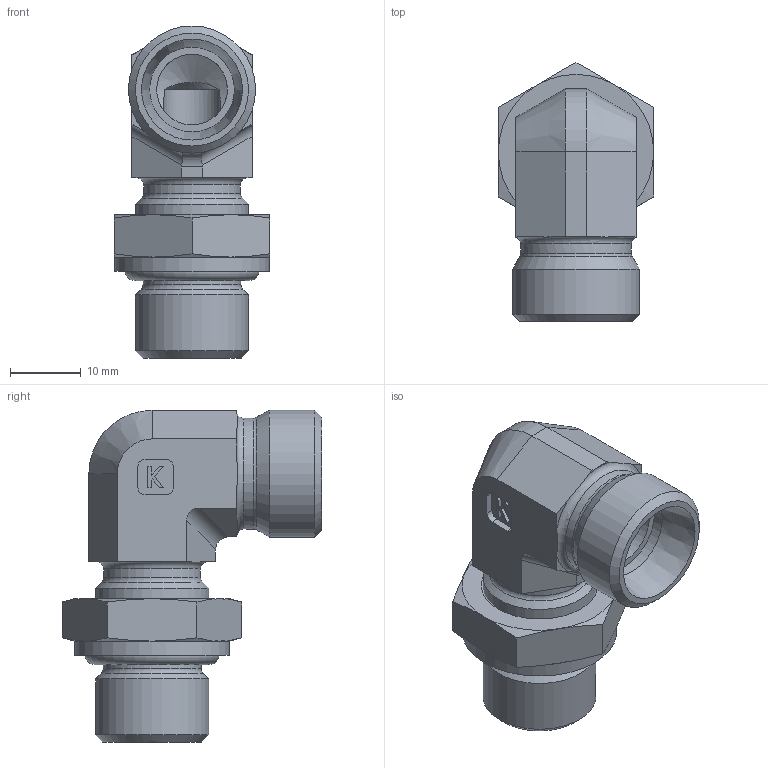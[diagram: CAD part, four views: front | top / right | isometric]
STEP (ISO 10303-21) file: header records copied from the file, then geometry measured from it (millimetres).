
FILE_DESCRIPTION((''),'2;1');
FILE_NAME('6701618012.stp','2015-07-17T15:05:00',(''),('KNOMI spol. s r. o.'),'Autodesk Inventor 2012','Autodesk Inventor 2012','');
FILE_SCHEMA(('AUTOMOTIVE_DESIGN { 1 2 10303 214 0 1 1 1 }'));
Length unit declared in the file: millimetre
Products named in the file (4): ÚPS M16/M18K op. výkovek; 678 1618 12; 675 016; 60 12370 262 90
Assembly tree (3 placements, depth 2):
  ÚPS M16/M18K op. výkovek
    678 1618 12
    675 016
    60 12370 262 90
Bounding box: 22 x 36.7 x 47 mm (x, y, z)
Volume: 11296.5 mm3; surface area: 7242.7 mm2
Topology: 3 solids, 3 shells, 106 faces, 253 edges, 157 vertices
Faces by surface type: plane 52, cone 26, cylinder 20, torus 8
Full cylindrical faces by diameter (mm): 8 x1, 10 x1, 12 x1, 13.7 x1, 13.85 x1, 14.376 x1, 15.7 x1, 16 x2, 18 x1, 19.5 x1, 21.9 x1
Entity records: 3145 total; most frequent: CARTESIAN_POINT 632, DIRECTION 486, ORIENTED_EDGE 436, EDGE_CURVE 218, AXIS2_PLACEMENT_3D 189, VERTEX_POINT 151, EDGE_LOOP 145, STYLED_ITEM 109
